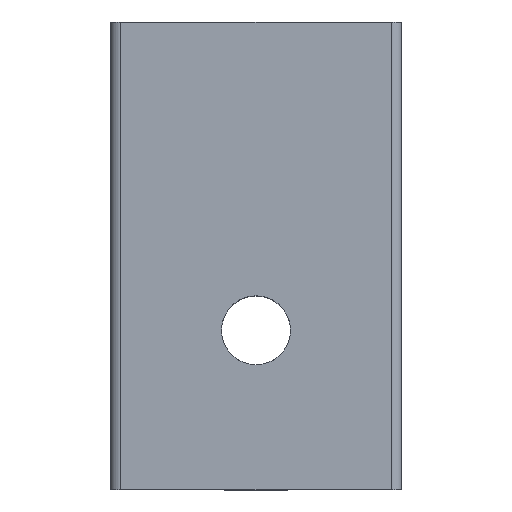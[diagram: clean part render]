
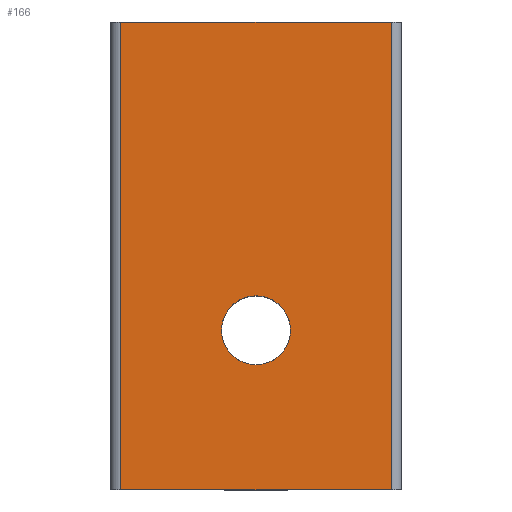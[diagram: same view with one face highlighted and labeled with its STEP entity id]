
A CAD part, top view. The second image highlights one B-rep face of the part: STEP entity #166.
In plain terms, the highlighted planar face has unit normal (0, 0, 1).
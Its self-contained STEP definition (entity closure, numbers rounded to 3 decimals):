
#29 = CARTESIAN_POINT ( 'NONE',  ( 6.35, -11., 0. ) ) ;
#30 = DIRECTION ( 'NONE',  ( 0., 1., 0. ) ) ;
#32 = DIRECTION ( 'NONE',  ( 0., -1., 0. ) ) ;
#35 = PLANE ( 'NONE',  #692 ) ;
#52 = EDGE_LOOP ( 'NONE', ( #82, #237 ) ) ;
#65 = ORIENTED_EDGE ( 'NONE', *, *, #632, .F. ) ;
#82 = ORIENTED_EDGE ( 'NONE', *, *, #546, .F. ) ;
#83 = ORIENTED_EDGE ( 'NONE', *, *, #623, .F. ) ;
#84 = LINE ( 'NONE', #135, #439 ) ;
#90 = CIRCLE ( 'NONE', #129, 1.621 ) ;
#101 = CARTESIAN_POINT ( 'NONE',  ( 6.35, -11., 0. ) ) ;
#106 = LINE ( 'NONE', #325, #115 ) ;
#115 = VECTOR ( 'NONE', #664, 1000. ) ;
#123 = CARTESIAN_POINT ( 'NONE',  ( 6.35, 11., 0. ) ) ;
#126 = VERTEX_POINT ( 'NONE', #260 ) ;
#129 = AXIS2_PLACEMENT_3D ( 'NONE', #544, #673, #342 ) ;
#134 = FACE_BOUND ( 'NONE', #52, .T. ) ;
#135 = CARTESIAN_POINT ( 'NONE',  ( 6.35, 11., 0. ) ) ;
#144 = VERTEX_POINT ( 'NONE', #414 ) ;
#157 = DIRECTION ( 'NONE',  ( 0., -1., 0. ) ) ;
#166 = ADVANCED_FACE ( 'NONE', ( #134, #520 ), #35, .F. ) ;
#184 = VERTEX_POINT ( 'NONE', #29 ) ;
#204 = DIRECTION ( 'NONE',  ( 0., 0., 1. ) ) ;
#237 = ORIENTED_EDGE ( 'NONE', *, *, #306, .F. ) ;
#259 = DIRECTION ( 'NONE',  ( 0., 0., -1. ) ) ;
#260 = CARTESIAN_POINT ( 'NONE',  ( 0., -1.879, 0. ) ) ;
#293 = EDGE_CURVE ( 'NONE', #718, #144, #106, .T. ) ;
#306 = EDGE_CURVE ( 'NONE', #126, #549, #90, .T. ) ;
#311 = CARTESIAN_POINT ( 'NONE',  ( 0., -5.121, 0. ) ) ;
#320 = LINE ( 'NONE', #329, #413 ) ;
#325 = CARTESIAN_POINT ( 'NONE',  ( -6.35, -11., 0. ) ) ;
#329 = CARTESIAN_POINT ( 'NONE',  ( 6.35, -11., 0. ) ) ;
#342 = DIRECTION ( 'NONE',  ( 0., -1., 0. ) ) ;
#378 = VERTEX_POINT ( 'NONE', #123 ) ;
#413 = VECTOR ( 'NONE', #157, 1000. ) ;
#414 = CARTESIAN_POINT ( 'NONE',  ( -6.35, 11., 0. ) ) ;
#419 = CARTESIAN_POINT ( 'NONE',  ( 6.35, -11., 0. ) ) ;
#424 = CARTESIAN_POINT ( 'NONE',  ( 0., -3.5, 0. ) ) ;
#439 = VECTOR ( 'NONE', #466, 1000. ) ;
#466 = DIRECTION ( 'NONE',  ( 1., 0., 0. ) ) ;
#487 = EDGE_CURVE ( 'NONE', #144, #378, #84, .T. ) ;
#489 = ORIENTED_EDGE ( 'NONE', *, *, #293, .F. ) ;
#492 = DIRECTION ( 'NONE',  ( -1., 0., 0. ) ) ;
#510 = CIRCLE ( 'NONE', #671, 1.621 ) ;
#520 = FACE_OUTER_BOUND ( 'NONE', #711, .T. ) ;
#531 = ORIENTED_EDGE ( 'NONE', *, *, #487, .F. ) ;
#544 = CARTESIAN_POINT ( 'NONE',  ( 0., -3.5, 0. ) ) ;
#546 = EDGE_CURVE ( 'NONE', #549, #126, #510, .T. ) ;
#549 = VERTEX_POINT ( 'NONE', #311 ) ;
#582 = VECTOR ( 'NONE', #492, 1000. ) ;
#611 = CARTESIAN_POINT ( 'NONE',  ( -6.35, -11., 0. ) ) ;
#623 = EDGE_CURVE ( 'NONE', #378, #184, #320, .T. ) ;
#630 = LINE ( 'NONE', #101, #582 ) ;
#632 = EDGE_CURVE ( 'NONE', #184, #718, #630, .T. ) ;
#664 = DIRECTION ( 'NONE',  ( 0., 1., 0. ) ) ;
#671 = AXIS2_PLACEMENT_3D ( 'NONE', #424, #204, #32 ) ;
#673 = DIRECTION ( 'NONE',  ( 0., 0., 1. ) ) ;
#692 = AXIS2_PLACEMENT_3D ( 'NONE', #419, #259, #30 ) ;
#711 = EDGE_LOOP ( 'NONE', ( #65, #83, #531, #489 ) ) ;
#718 = VERTEX_POINT ( 'NONE', #611 ) ;
